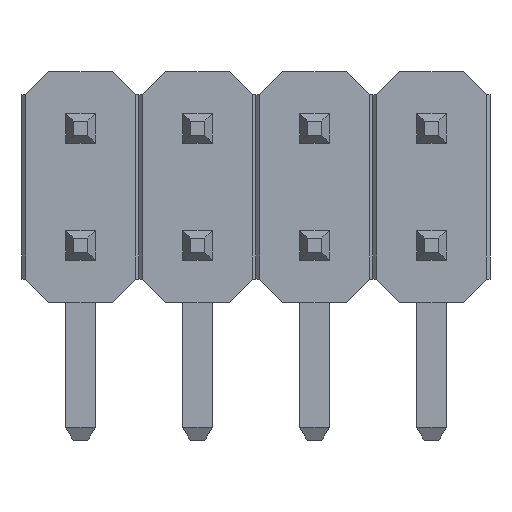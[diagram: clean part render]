
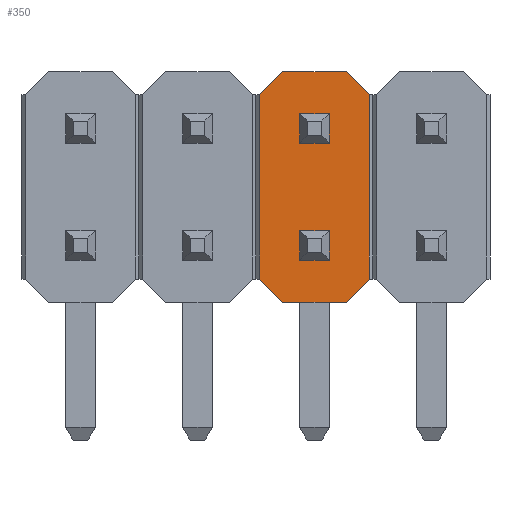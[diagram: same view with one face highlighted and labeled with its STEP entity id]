
A CAD part, front view. The second image highlights one B-rep face of the part: STEP entity #350.
In plain terms, the highlighted planar face has unit normal (0, -1, 0).
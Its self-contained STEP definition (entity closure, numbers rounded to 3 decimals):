
#350=ADVANCED_FACE('',(#1338),#1340,.F.);
#1338=FACE_BOUND('',#1339,.T.);
#1339=EDGE_LOOP('',(#2100,#2101,#2102,#2103,#2104,#2105,#2106,#2107));
#1340=PLANE('',#1341);
#1341=AXIS2_PLACEMENT_3D('',#1342,#1343,#1344);
#1342=CARTESIAN_POINT('',(2.54,-4.18,0.));
#1343=DIRECTION('',(-0.,1.,0.));
#1344=DIRECTION('',(1.,0.,0.));
#2100=ORIENTED_EDGE('',*,*,#2602,.T.);
#2101=ORIENTED_EDGE('',*,*,#2583,.F.);
#2102=ORIENTED_EDGE('',*,*,#2603,.F.);
#2103=ORIENTED_EDGE('',*,*,#2586,.F.);
#2104=ORIENTED_EDGE('',*,*,#2604,.T.);
#2105=ORIENTED_EDGE('',*,*,#2592,.F.);
#2106=ORIENTED_EDGE('',*,*,#2605,.F.);
#2107=ORIENTED_EDGE('',*,*,#2570,.F.);
#2570=EDGE_CURVE('',#2833,#2835,#2836,.T.);
#2583=EDGE_CURVE('',#2853,#2845,#2855,.T.);
#2586=EDGE_CURVE('',#2859,#2861,#2862,.T.);
#2592=EDGE_CURVE('',#2871,#2873,#2874,.T.);
#2602=EDGE_CURVE('',#2833,#2845,#2892,.T.);
#2603=EDGE_CURVE('',#2861,#2853,#2893,.T.);
#2604=EDGE_CURVE('',#2859,#2873,#2894,.T.);
#2605=EDGE_CURVE('',#2835,#2871,#2895,.T.);
#2833=VERTEX_POINT('',#3253);
#2835=VERTEX_POINT('',#3257);
#2836=LINE('',#3258,#3259);
#2845=VERTEX_POINT('',#3281);
#2853=VERTEX_POINT('',#3299);
#2855=LINE('',#3303,#3304);
#2859=VERTEX_POINT('',#3311);
#2861=VERTEX_POINT('',#3315);
#2862=LINE('',#3316,#3317);
#2871=VERTEX_POINT('',#3335);
#2873=VERTEX_POINT('',#3339);
#2874=LINE('',#3340,#3341);
#2892=LINE('',#3378,#3379);
#2893=LINE('',#3381,#3382);
#2894=LINE('',#3384,#3385);
#2895=LINE('',#3387,#3388);
#3253=CARTESIAN_POINT('',(6.265,-4.18,0.5));
#3257=CARTESIAN_POINT('',(5.765,-4.18,0.));
#3258=CARTESIAN_POINT('',(6.265,-4.18,0.5));
#3259=VECTOR('',#3260,1.);
#3260=DIRECTION('',(-0.707,0.,-0.707));
#3281=CARTESIAN_POINT('',(6.265,-4.18,4.5));
#3299=CARTESIAN_POINT('',(5.765,-4.18,5.));
#3303=CARTESIAN_POINT('',(5.765,-4.18,5.));
#3304=VECTOR('',#3305,1.);
#3305=DIRECTION('',(0.707,0.,-0.707));
#3311=CARTESIAN_POINT('',(3.895,-4.18,4.5));
#3315=CARTESIAN_POINT('',(4.395,-4.18,5.));
#3316=CARTESIAN_POINT('',(3.895,-4.18,4.5));
#3317=VECTOR('',#3318,1.);
#3318=DIRECTION('',(0.707,0.,0.707));
#3335=CARTESIAN_POINT('',(4.395,-4.18,0.));
#3339=CARTESIAN_POINT('',(3.895,-4.18,0.5));
#3340=CARTESIAN_POINT('',(4.395,-4.18,0.));
#3341=VECTOR('',#3342,1.);
#3342=DIRECTION('',(-0.707,0.,0.707));
#3378=CARTESIAN_POINT('',(6.265,-4.18,0.5));
#3379=VECTOR('',#3380,1.);
#3380=DIRECTION('',(0.,0.,1.));
#3381=CARTESIAN_POINT('',(4.395,-4.18,5.));
#3382=VECTOR('',#3383,1.);
#3383=DIRECTION('',(1.,0.,0.));
#3384=CARTESIAN_POINT('',(3.895,-4.18,4.5));
#3385=VECTOR('',#3386,1.);
#3386=DIRECTION('',(0.,0.,-1.));
#3387=CARTESIAN_POINT('',(5.765,-4.18,0.));
#3388=VECTOR('',#3389,1.);
#3389=DIRECTION('',(-1.,0.,0.));
